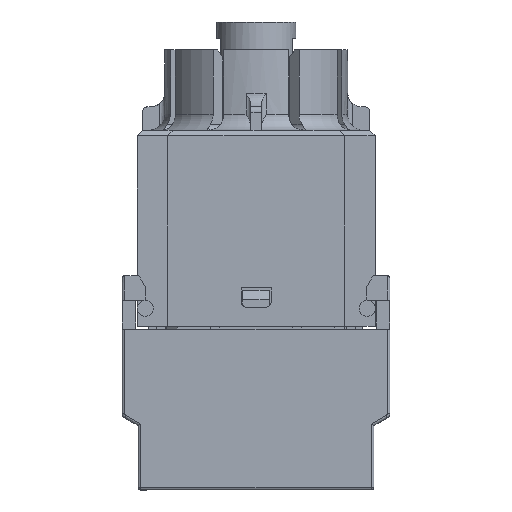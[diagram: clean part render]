
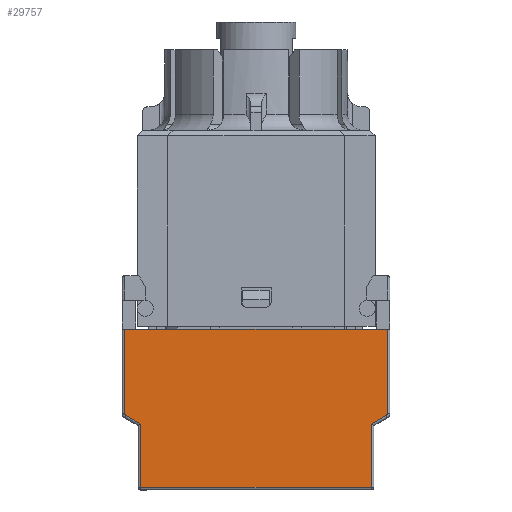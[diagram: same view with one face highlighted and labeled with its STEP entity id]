
A CAD part, left-side view. The second image highlights one B-rep face of the part: STEP entity #29757.
In plain terms, the highlighted planar face has unit normal (-1, 0, 0).
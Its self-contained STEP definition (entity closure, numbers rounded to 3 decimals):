
#870=PLANE('',#31649);
#1731=CIRCLE('',#31619,0.25);
#1743=CIRCLE('',#31647,0.25);
#2756=FACE_OUTER_BOUND('',#4374,.T.);
#4374=EDGE_LOOP('',(#23940,#23941,#23942,#23943,#23944,#23945,#23946,#23947,
#23948,#23949));
#7137=LINE('',#44772,#10130);
#7898=LINE('',#50312,#10891);
#7900=LINE('',#50329,#10893);
#7901=LINE('',#50343,#10894);
#7902=LINE('',#50345,#10895);
#7906=LINE('',#50355,#10899);
#7912=LINE('',#50382,#10905);
#7913=LINE('',#50396,#10906);
#10130=VECTOR('',#34468,10.);
#10891=VECTOR('',#36291,10.);
#10893=VECTOR('',#36301,10.);
#10894=VECTOR('',#36324,10.);
#10895=VECTOR('',#36327,10.);
#10899=VECTOR('',#36339,10.);
#10905=VECTOR('',#36363,10.);
#10906=VECTOR('',#36370,10.);
#13069=VERTEX_POINT('',#44768);
#13071=VERTEX_POINT('',#44771);
#13792=VERTEX_POINT('',#50304);
#13793=VERTEX_POINT('',#50311);
#13794=VERTEX_POINT('',#50324);
#13795=VERTEX_POINT('',#50328);
#13797=VERTEX_POINT('',#50337);
#13799=VERTEX_POINT('',#50354);
#13802=VERTEX_POINT('',#50380);
#13803=VERTEX_POINT('',#50392);
#16362=EDGE_CURVE('',#13071,#13069,#7137,.T.);
#17495=EDGE_CURVE('',#13071,#13793,#7898,.T.);
#17499=EDGE_CURVE('',#13793,#13794,#1731,.T.);
#17500=EDGE_CURVE('',#13794,#13795,#7900,.T.);
#17508=EDGE_CURVE('',#13795,#13797,#7901,.T.);
#17509=EDGE_CURVE('',#13797,#13792,#7902,.T.);
#17514=EDGE_CURVE('',#13792,#13799,#7906,.T.);
#17525=EDGE_CURVE('',#13799,#13802,#7912,.T.);
#17527=EDGE_CURVE('',#13802,#13803,#1743,.T.);
#17528=EDGE_CURVE('',#13803,#13069,#7913,.T.);
#23940=ORIENTED_EDGE('',*,*,#17528,.F.);
#23941=ORIENTED_EDGE('',*,*,#17527,.F.);
#23942=ORIENTED_EDGE('',*,*,#17525,.F.);
#23943=ORIENTED_EDGE('',*,*,#17514,.F.);
#23944=ORIENTED_EDGE('',*,*,#17509,.F.);
#23945=ORIENTED_EDGE('',*,*,#17508,.F.);
#23946=ORIENTED_EDGE('',*,*,#17500,.F.);
#23947=ORIENTED_EDGE('',*,*,#17499,.F.);
#23948=ORIENTED_EDGE('',*,*,#17495,.F.);
#23949=ORIENTED_EDGE('',*,*,#16362,.T.);
#29757=ADVANCED_FACE('',(#2756),#870,.T.);
#31619=AXIS2_PLACEMENT_3D('',#50326,#36297,#36298);
#31647=AXIS2_PLACEMENT_3D('',#50394,#36366,#36367);
#31649=AXIS2_PLACEMENT_3D('',#50397,#36371,#36372);
#34468=DIRECTION('',(0.,1.,0.));
#36291=DIRECTION('',(0.,0.,-1.));
#36297=DIRECTION('center_axis',(1.,0.,0.));
#36298=DIRECTION('ref_axis',(0.,-0.866,-0.5));
#36301=DIRECTION('',(0.,0.866,-0.5));
#36324=DIRECTION('',(0.,0.,-1.));
#36327=DIRECTION('',(0.,1.,0.));
#36339=DIRECTION('',(0.,0.,1.));
#36363=DIRECTION('',(0.,0.866,0.5));
#36366=DIRECTION('center_axis',(1.,0.,0.));
#36367=DIRECTION('ref_axis',(0.,0.866,-0.5));
#36370=DIRECTION('',(0.,0.,1.));
#36371=DIRECTION('center_axis',(-1.,0.,0.));
#36372=DIRECTION('ref_axis',(0.,0.,
-1.));
#44768=CARTESIAN_POINT('',(-10.95,12.265,-8.66));
#44771=CARTESIAN_POINT('',(-10.95,-12.235,-8.66));
#44772=CARTESIAN_POINT('',(-10.95,-6.235,-8.66));
#50304=CARTESIAN_POINT('',(-10.95,10.765,-23.41));
#50311=CARTESIAN_POINT('',(-10.95,-12.235,-16.505));
#50312=CARTESIAN_POINT('',(-10.95,-12.235,-15.043));
#50324=CARTESIAN_POINT('',(-10.95,-12.11,-16.722));
#50326=CARTESIAN_POINT('Origin',(-10.95,-11.985,-16.505));
#50328=CARTESIAN_POINT('',(-10.95,-10.735,-17.516));
#50329=CARTESIAN_POINT('',(-10.95,-7.618,-19.315));
#50337=CARTESIAN_POINT('',(-10.95,-10.735,-23.41));
#50343=CARTESIAN_POINT('',(-10.95,-10.735,-18.62));
#50345=CARTESIAN_POINT('',(-10.95,5.515,-23.41));
#50354=CARTESIAN_POINT('',(-10.95,10.765,-17.516));
#50355=CARTESIAN_POINT('',(-10.95,10.765,-15.62));
#50380=CARTESIAN_POINT('',(-10.95,12.14,-16.722));
#50382=CARTESIAN_POINT('',(-10.95,8.273,-18.954));
#50392=CARTESIAN_POINT('',(-10.95,12.265,-16.505));
#50394=CARTESIAN_POINT('Origin',(-10.95,12.015,-16.505));
#50396=CARTESIAN_POINT('',(-10.95,12.265,-8.62));
#50397=CARTESIAN_POINT('Origin',(-10.95,0.015,-13.58));
